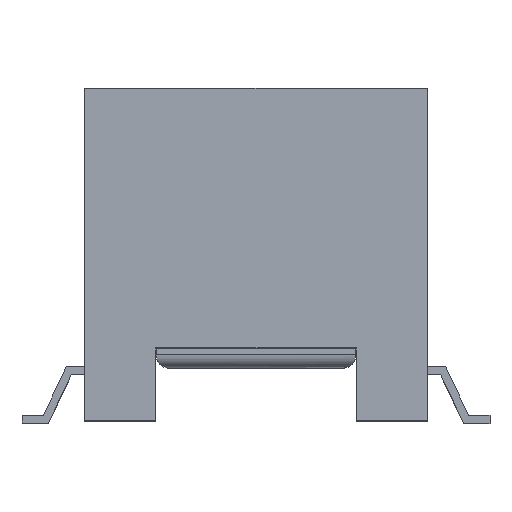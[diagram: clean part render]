
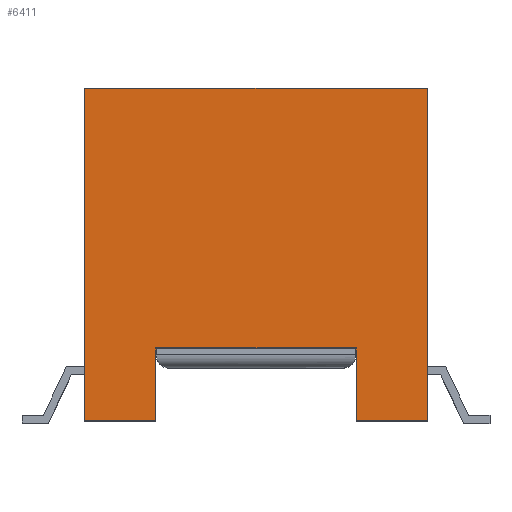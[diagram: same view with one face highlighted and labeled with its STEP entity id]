
A CAD part, top view. The second image highlights one B-rep face of the part: STEP entity #6411.
In plain terms, the highlighted planar face has unit normal (0, 0, 1).
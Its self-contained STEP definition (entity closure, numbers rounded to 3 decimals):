
#38 = VERTEX_POINT ( 'NONE', #958 ) ;
#97 = CARTESIAN_POINT ( 'NONE',  ( -3.8, 0., 6.73 ) ) ;
#122 = ORIENTED_EDGE ( 'NONE', *, *, #2461, .T. ) ;
#159 = EDGE_CURVE ( 'NONE', #5311, #6725, #811, .T. ) ;
#410 = DIRECTION ( 'NONE',  ( 0., 1., 0. ) ) ;
#519 = PLANE ( 'NONE',  #3005 ) ;
#684 = VECTOR ( 'NONE', #410, 1000. ) ;
#702 = VERTEX_POINT ( 'NONE', #97 ) ;
#811 = B_SPLINE_CURVE_WITH_KNOTS ( 'NONE', 3,
 ( #1092, #3269, #7595, #3975 ),
 .UNSPECIFIED., .F., .F.,
 ( 4, 4 ),
 ( 0., 1. ),
 .UNSPECIFIED. ) ;
#816 = DIRECTION ( 'NONE',  ( 0., -1., 0. ) ) ;
#958 = CARTESIAN_POINT ( 'NONE',  ( -3.8, 2.75, 6.73 ) ) ;
#1092 = CARTESIAN_POINT ( 'NONE',  ( -6.5, 12.6, 6.73 ) ) ;
#1158 = CARTESIAN_POINT ( 'NONE',  ( 3.8, 12.6, 6.73 ) ) ;
#1169 = DIRECTION ( 'NONE',  ( 0., 1., 0. ) ) ;
#1457 = EDGE_CURVE ( 'NONE', #38, #702, #7136, .T. ) ;
#1459 = VECTOR ( 'NONE', #6828, 1000. ) ;
#1588 = VECTOR ( 'NONE', #816, 1000. ) ;
#2001 = CARTESIAN_POINT ( 'NONE',  ( 6.5, 0., 6.73 ) ) ;
#2296 = EDGE_LOOP ( 'NONE', ( #4237, #5759, #7177, #5833, #122, #2663, #8502, #5152 ) ) ;
#2461 = EDGE_CURVE ( 'NONE', #9067, #6725, #3925, .T. ) ;
#2462 = CARTESIAN_POINT ( 'NONE',  ( -6.5, 2.75, 6.73 ) ) ;
#2663 = ORIENTED_EDGE ( 'NONE', *, *, #159, .F. ) ;
#2733 = DIRECTION ( 'NONE',  ( 0., 0., -1. ) ) ;
#2763 = EDGE_CURVE ( 'NONE', #4272, #38, #9023, .T. ) ;
#3005 = AXIS2_PLACEMENT_3D ( 'NONE', #7062, #2733, #7788 ) ;
#3197 = DIRECTION ( 'NONE',  ( -1., 0., 0. ) ) ;
#3269 = CARTESIAN_POINT ( 'NONE',  ( -2.167, 12.6, 6.73 ) ) ;
#3419 = CARTESIAN_POINT ( 'NONE',  ( 3.8, 2.75, 6.73 ) ) ;
#3925 = LINE ( 'NONE', #6850, #7795 ) ;
#3975 = CARTESIAN_POINT ( 'NONE',  ( 6.5, 12.6, 6.73 ) ) ;
#3998 = CARTESIAN_POINT ( 'NONE',  ( -6.5, 0., 6.73 ) ) ;
#4237 = ORIENTED_EDGE ( 'NONE', *, *, #1457, .F. ) ;
#4272 = VERTEX_POINT ( 'NONE', #3419 ) ;
#4385 = FACE_OUTER_BOUND ( 'NONE', #2296, .T. ) ;
#4485 = VECTOR ( 'NONE', #3197, 1000. ) ;
#4601 = EDGE_CURVE ( 'NONE', #6046, #5311, #8600, .T. ) ;
#4604 = CARTESIAN_POINT ( 'NONE',  ( 6.5, 12.6, 6.73 ) ) ;
#4744 = VECTOR ( 'NONE', #1169, 1000. ) ;
#4748 = LINE ( 'NONE', #3998, #6444 ) ;
#4965 = LINE ( 'NONE', #1158, #684 ) ;
#5152 = ORIENTED_EDGE ( 'NONE', *, *, #8474, .F. ) ;
#5311 = VERTEX_POINT ( 'NONE', #9105 ) ;
#5314 = EDGE_CURVE ( 'NONE', #9021, #4272, #4965, .T. ) ;
#5759 = ORIENTED_EDGE ( 'NONE', *, *, #2763, .F. ) ;
#5833 = ORIENTED_EDGE ( 'NONE', *, *, #6760, .T. ) ;
#6046 = VERTEX_POINT ( 'NONE', #6811 ) ;
#6086 = CARTESIAN_POINT ( 'NONE',  ( 6.5, 0., 6.73 ) ) ;
#6305 = CARTESIAN_POINT ( 'NONE',  ( 3.8, 0., 6.73 ) ) ;
#6411 = ADVANCED_FACE ( 'NONE', ( #4385 ), #519, .F. ) ;
#6444 = VECTOR ( 'NONE', #8344, 1000. ) ;
#6725 = VERTEX_POINT ( 'NONE', #4604 ) ;
#6760 = EDGE_CURVE ( 'NONE', #9021, #9067, #7221, .T. ) ;
#6811 = CARTESIAN_POINT ( 'NONE',  ( -6.5, 0., 6.73 ) ) ;
#6828 = DIRECTION ( 'NONE',  ( 1., 0., 0. ) ) ;
#6850 = CARTESIAN_POINT ( 'NONE',  ( 6.5, 12.6, 6.73 ) ) ;
#6913 = DIRECTION ( 'NONE',  ( 0., 1., 0. ) ) ;
#6948 = CARTESIAN_POINT ( 'NONE',  ( -6.5, 12.6, 6.73 ) ) ;
#7062 = CARTESIAN_POINT ( 'NONE',  ( -6.5, 12.6, 6.73 ) ) ;
#7136 = LINE ( 'NONE', #8744, #1588 ) ;
#7177 = ORIENTED_EDGE ( 'NONE', *, *, #5314, .F. ) ;
#7221 = LINE ( 'NONE', #6086, #1459 ) ;
#7595 = CARTESIAN_POINT ( 'NONE',  ( 2.167, 12.6, 6.73 ) ) ;
#7788 = DIRECTION ( 'NONE',  ( -1., 0., 0. ) ) ;
#7795 = VECTOR ( 'NONE', #6913, 1000. ) ;
#8344 = DIRECTION ( 'NONE',  ( -1., 0., 0. ) ) ;
#8474 = EDGE_CURVE ( 'NONE', #702, #6046, #4748, .T. ) ;
#8502 = ORIENTED_EDGE ( 'NONE', *, *, #4601, .F. ) ;
#8600 = LINE ( 'NONE', #6948, #4744 ) ;
#8744 = CARTESIAN_POINT ( 'NONE',  ( -3.8, 12.6, 6.73 ) ) ;
#9021 = VERTEX_POINT ( 'NONE', #6305 ) ;
#9023 = LINE ( 'NONE', #2462, #4485 ) ;
#9067 = VERTEX_POINT ( 'NONE', #2001 ) ;
#9105 = CARTESIAN_POINT ( 'NONE',  ( -6.5, 12.6, 6.73 ) ) ;
